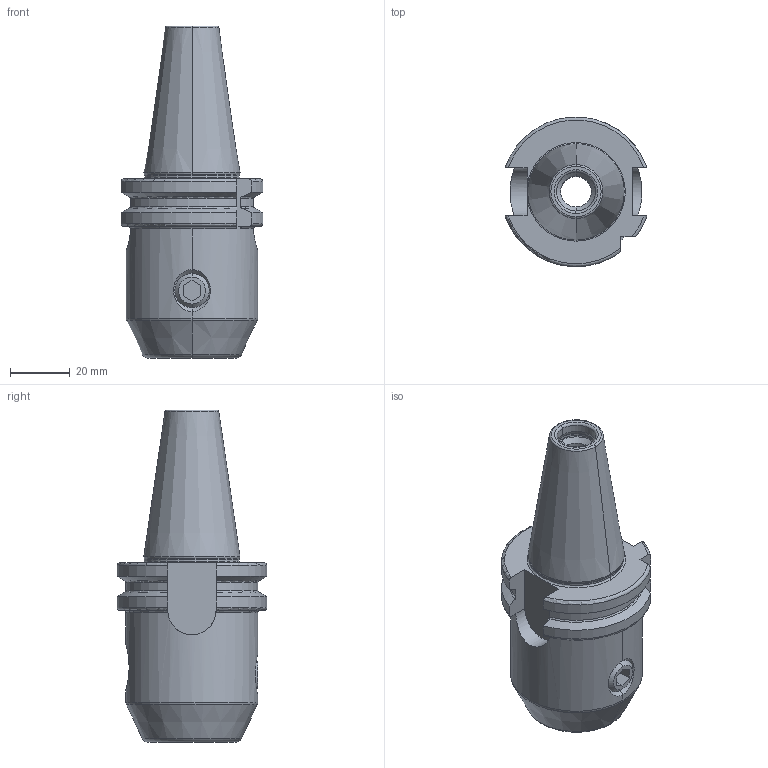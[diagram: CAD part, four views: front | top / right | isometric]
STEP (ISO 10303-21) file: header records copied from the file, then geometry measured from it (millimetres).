
FILE_DESCRIPTION((''),'2;1');
FILE_NAME('4302_104_01411101CC_302_04_14','2020-07-07T',('104091'),(''),'CREO PARAMETRIC BY PTC INC, 2015290','CREO PARAMETRIC BY PTC INC, 2015290','');
FILE_SCHEMA(('CONFIG_CONTROL_DESIGN'));
Length unit declared in the file: millimetre
Products named in the file (1): 4302_104_01411101CC_302_04_14
Bounding box: 47.34 x 49.9 x 110.8 mm (x, y, z)
Volume: 98923.3 mm3; surface area: 19910.3 mm2
Topology: 1 solids, 1 shells, 119 faces, 302 edges, 190 vertices
Faces by surface type: torus 35, cylinder 29, plane 27, cone 26, sphere 2
Entity records: 3996 total; most frequent: CARTESIAN_POINT 1105, DIRECTION 619, ORIENTED_EDGE 588, EDGE_CURVE 294, AXIS2_PLACEMENT_3D 254, VERTEX_POINT 182, CIRCLE 132, EDGE_LOOP 126
